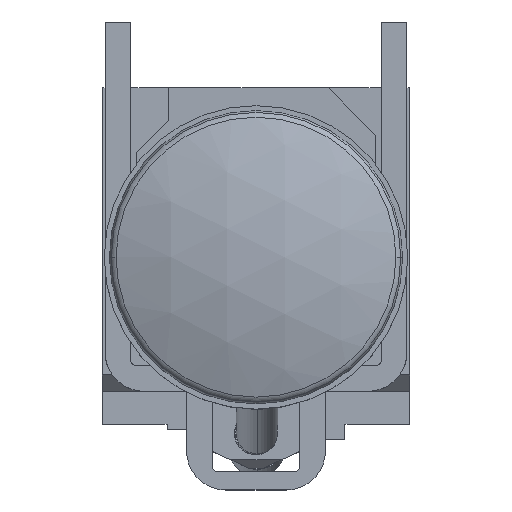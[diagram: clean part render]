
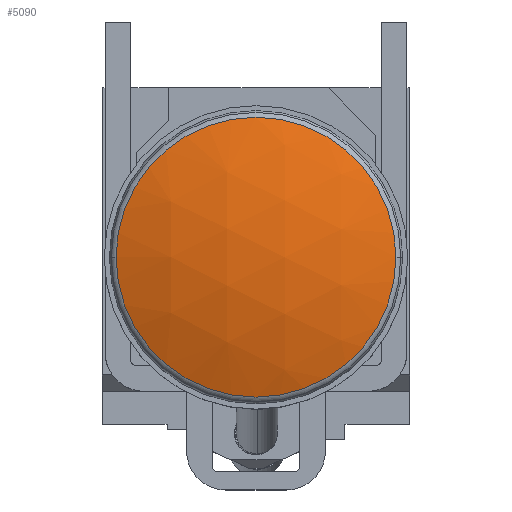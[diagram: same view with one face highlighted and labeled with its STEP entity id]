
A CAD part, top view. The second image highlights one B-rep face of the part: STEP entity #5090.
In plain terms, the highlighted spherical face has radius 38.688 mm.
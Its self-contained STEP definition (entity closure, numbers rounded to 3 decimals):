
#4740=CARTESIAN_POINT('',(14.95,16.2,51.81));
#4741=DIRECTION('',(0.,0.,-1.));
#4742=DIRECTION('',(1.,0.,0.));
#4743=AXIS2_PLACEMENT_3D('',#4740,#4741,#4742);
#4745=CARTESIAN_POINT('',(14.95,16.2,51.81));
#4746=DIRECTION('',(0.,0.,-1.));
#4747=DIRECTION('',(-1.,0.,0.));
#4748=AXIS2_PLACEMENT_3D('',#4745,#4746,#4747);
#4937=CARTESIAN_POINT('',(1.349,16.2,51.81));
#4939=VERTEX_POINT('',#4937);
#4942=CARTESIAN_POINT('',(28.551,16.2,51.81));
#4943=VERTEX_POINT('',#4942);
#5080=CARTESIAN_POINT('',(14.95,16.2,15.592));
#5081=DIRECTION('',(1.,0.,0.));
#5082=DIRECTION('',(0.,1.,0.));
#5083=AXIS2_PLACEMENT_3D('',#5080,#5081,#5082);
#5084=SPHERICAL_SURFACE('',#5083,38.688);
#5085=ORIENTED_EDGE('',*,*,#5070,.T.);
#5087=ORIENTED_EDGE('',*,*,#5086,.T.);
#5088=EDGE_LOOP('',(#5085,#5087));
#5089=FACE_OUTER_BOUND('',#5088,.F.);
#4744=CIRCLE('',#4743,13.601);
#4749=CIRCLE('',#4748,13.601);
#5070=EDGE_CURVE('',#4943,#4939,#4744,.T.);
#5086=EDGE_CURVE('',#4939,#4943,#4749,.T.);
#5090=ADVANCED_FACE('',(#5089),#5084,.T.);
